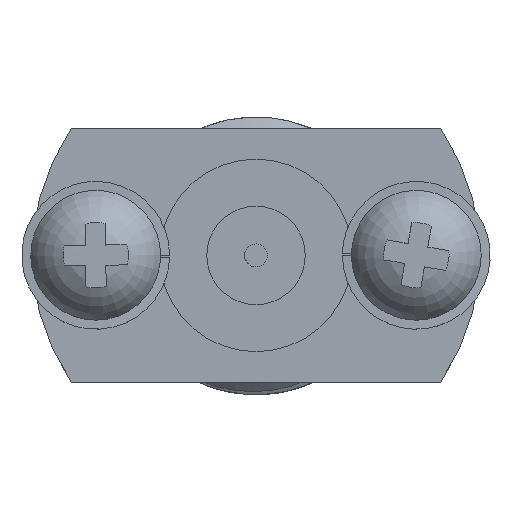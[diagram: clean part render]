
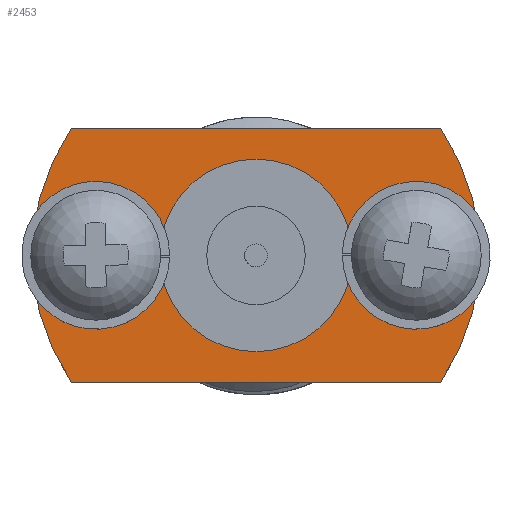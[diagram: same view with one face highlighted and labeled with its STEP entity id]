
A CAD part, top view. The second image highlights one B-rep face of the part: STEP entity #2453.
In plain terms, the highlighted planar face has unit normal (0, 0, 1).
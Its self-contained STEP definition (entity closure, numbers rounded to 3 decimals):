
#171=CIRCLE('',#3546,5.);
#173=CIRCLE('',#3550,5.);
#176=CIRCLE('',#3554,2.15);
#180=CIRCLE('',#3563,0.79);
#181=CIRCLE('',#3564,0.79);
#267=PLANE('',#3562);
#610=ORIENTED_EDGE('',*,*,#1292,.T.);
#611=ORIENTED_EDGE('',*,*,#1293,.T.);
#612=ORIENTED_EDGE('',*,*,#1279,.T.);
#613=ORIENTED_EDGE('',*,*,#1276,.F.);
#614=ORIENTED_EDGE('',*,*,#1273,.F.);
#615=ORIENTED_EDGE('',*,*,#1270,.F.);
#616=ORIENTED_EDGE('',*,*,#1266,.F.);
#1266=EDGE_CURVE('',#1625,#1626,#1865,.T.);
#1270=EDGE_CURVE('',#1626,#1629,#171,.T.);
#1273=EDGE_CURVE('',#1629,#1631,#1870,.T.);
#1276=EDGE_CURVE('',#1631,#1625,#173,.T.);
#1279=EDGE_CURVE('',#1634,#1634,#176,.T.);
#1292=EDGE_CURVE('',#1647,#1647,#180,.T.);
#1293=EDGE_CURVE('',#1648,#1648,#181,.T.);
#1625=VERTEX_POINT('',#6714);
#1626=VERTEX_POINT('',#6715);
#1629=VERTEX_POINT('',#6723);
#1631=VERTEX_POINT('',#6729);
#1634=VERTEX_POINT('',#6740);
#1647=VERTEX_POINT('',#7567);
#1648=VERTEX_POINT('',#7569);
#1865=LINE('',#6713,#1931);
#1870=LINE('',#6728,#1936);
#1931=VECTOR('',#3869,1000.);
#1936=VECTOR('',#3882,1000.);
#2035=EDGE_LOOP('',(#610));
#2036=EDGE_LOOP('',(#611));
#2037=EDGE_LOOP('',(#612));
#2038=EDGE_LOOP('',(#613,#614,#615,#616));
#2225=FACE_BOUND('',#2035,.T.);
#2226=FACE_BOUND('',#2036,.T.);
#2227=FACE_BOUND('',#2037,.T.);
#2228=FACE_BOUND('',#2038,.T.);
#2453=ADVANCED_FACE('',(#2225,#2226,#2227,#2228),#267,.F.);
#3546=AXIS2_PLACEMENT_3D('',#6722,#3875,#3876);
#3550=AXIS2_PLACEMENT_3D('',#6734,#3887,#3888);
#3554=AXIS2_PLACEMENT_3D('',#6739,#3895,#3896);
#3562=AXIS2_PLACEMENT_3D('',#7565,#3913,#3914);
#3563=AXIS2_PLACEMENT_3D('',#7566,#3915,#3916);
#3564=AXIS2_PLACEMENT_3D('',#7568,#3917,#3918);
#3869=DIRECTION('',(1.,0.,0.));
#3875=DIRECTION('',(0.,0.,-1.));
#3876=DIRECTION('',(-1.,0.,0.));
#3882=DIRECTION('',(-1.,0.,0.));
#3887=DIRECTION('',(0.,0.,-1.));
#3888=DIRECTION('',(1.,0.,0.));
#3895=DIRECTION('',(0.,0.,-1.));
#3896=DIRECTION('',(1.,0.,0.));
#3913=DIRECTION('',(0.,0.,-1.));
#3914=DIRECTION('',(-1.,0.,0.));
#3915=DIRECTION('',(0.,0.,-1.));
#3916=DIRECTION('',(-1.,0.,0.));
#3917=DIRECTION('',(0.,0.,-1.));
#3918=DIRECTION('',(-1.,0.,0.));
#6713=CARTESIAN_POINT('',(-4.122,2.83,0.));
#6714=CARTESIAN_POINT('',(-4.122,2.83,0.));
#6715=CARTESIAN_POINT('',(4.122,2.83,0.));
#6722=CARTESIAN_POINT('',(0.,0.,0.));
#6723=CARTESIAN_POINT('',(4.122,-2.83,0.));
#6728=CARTESIAN_POINT('',(-4.122,-2.83,0.));
#6729=CARTESIAN_POINT('',(-4.122,-2.83,0.));
#6734=CARTESIAN_POINT('',(0.,0.,0.));
#6739=CARTESIAN_POINT('',(0.,0.,0.));
#6740=CARTESIAN_POINT('',(2.15,0.,0.));
#7565=CARTESIAN_POINT('',(0.,0.,0.));
#7566=CARTESIAN_POINT('',(3.58,0.,0.));
#7567=CARTESIAN_POINT('',(2.79,0.,0.));
#7568=CARTESIAN_POINT('',(-3.58,0.,0.));
#7569=CARTESIAN_POINT('',(-4.37,0.,0.));
